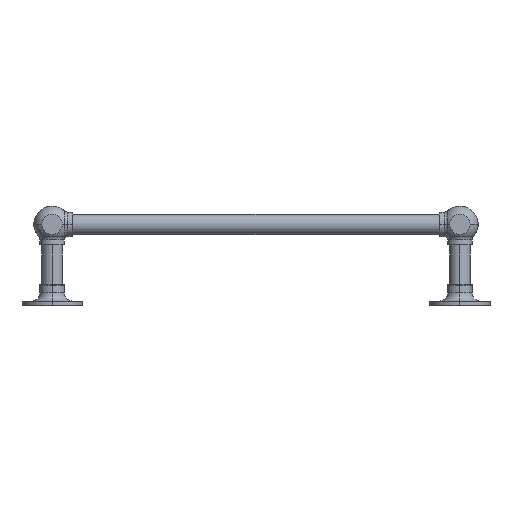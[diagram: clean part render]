
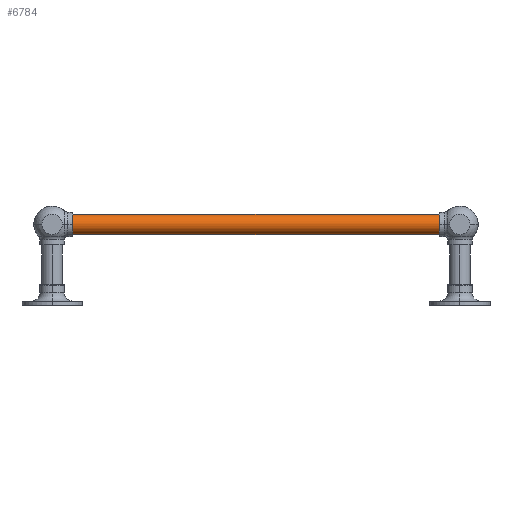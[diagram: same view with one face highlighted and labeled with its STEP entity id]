
A CAD part, front view. The second image highlights one B-rep face of the part: STEP entity #6784.
In plain terms, the highlighted cylindrical face has radius 12.5 mm (diameter 25 mm), a partial arc.
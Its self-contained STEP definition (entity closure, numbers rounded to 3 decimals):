
#2253=CARTESIAN_POINT('',(-225.,0.,0.));
#2254=DIRECTION('',(1.,0.,0.));
#2255=DIRECTION('',(0.,0.,1.));
#2256=AXIS2_PLACEMENT_3D('',#2253,#2254,#2255);
#2261=DIRECTION('',(1.,0.,0.));
#2262=VECTOR('',#2261,450.);
#2263=CARTESIAN_POINT('',(-225.,0.,-12.5));
#2264=LINE('',#2263,#2262);
#2268=DIRECTION('',(1.,0.,0.));
#2269=VECTOR('',#2268,450.);
#2270=CARTESIAN_POINT('',(-225.,0.,12.5));
#2271=LINE('',#2270,#2269);
#2283=CARTESIAN_POINT('',(225.,0.,0.));
#2284=DIRECTION('',(1.,0.,0.));
#2285=DIRECTION('',(0.,0.,1.));
#2286=AXIS2_PLACEMENT_3D('',#2283,#2284,#2285);
#4623=CARTESIAN_POINT('',(-225.,0.,-12.5));
#4624=CARTESIAN_POINT('',(-225.,0.,12.5));
#4625=VERTEX_POINT('',#4623);
#4626=VERTEX_POINT('',#4624);
#4635=CARTESIAN_POINT('',(225.,0.,-12.5));
#4636=VERTEX_POINT('',#4635);
#4637=CARTESIAN_POINT('',(225.,0.,12.5));
#4638=VERTEX_POINT('',#4637);
#6772=CARTESIAN_POINT('',(-225.,0.,0.));
#6773=DIRECTION('',(1.,0.,0.));
#6774=DIRECTION('',(0.,0.,-1.));
#6775=AXIS2_PLACEMENT_3D('',#6772,#6773,#6774);
#6776=CYLINDRICAL_SURFACE('',#6775,12.5);
#6777=ORIENTED_EDGE('',*,*,#6752,.F.);
#6778=ORIENTED_EDGE('',*,*,#6767,.T.);
#6780=ORIENTED_EDGE('',*,*,#6779,.T.);
#6781=ORIENTED_EDGE('',*,*,#6763,.F.);
#6782=EDGE_LOOP('',(#6777,#6778,#6780,#6781));
#6783=FACE_OUTER_BOUND('',#6782,.F.);
#2257=CIRCLE('',#2256,12.5);
#2287=CIRCLE('',#2286,12.5);
#6752=EDGE_CURVE('',#4626,#4625,#2257,.T.);
#6763=EDGE_CURVE('',#4625,#4636,#2264,.T.);
#6767=EDGE_CURVE('',#4626,#4638,#2271,.T.);
#6779=EDGE_CURVE('',#4638,#4636,#2287,.T.);
#6784=ADVANCED_FACE('',(#6783),#6776,.T.);
